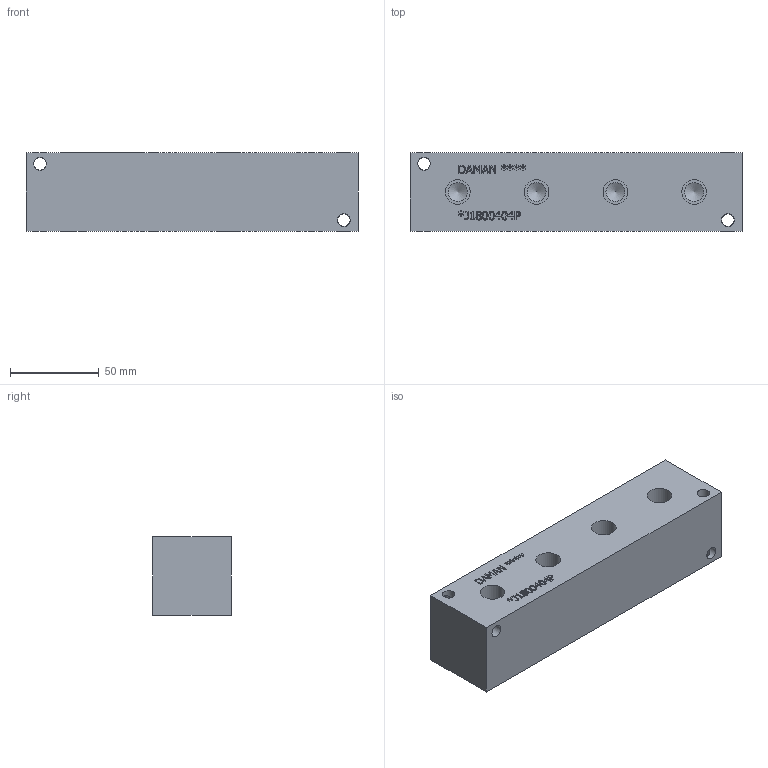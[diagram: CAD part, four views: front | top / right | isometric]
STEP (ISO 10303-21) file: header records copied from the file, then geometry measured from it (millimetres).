
FILE_DESCRIPTION(/* description */ (''),/* implementation_level */ '2;1');
FILE_NAME(/* name */ '_J1800404P.stp',/* time_stamp */ '2020-03-12T09:02:31-04:00',/* author */ ('alexanderw'),/* organization */ (''),/* preprocessor_version */ 'ST-DEVELOPER v17',/* originating_system */ 'Autodesk Inventor 2019',/* authorisation */ '');
FILE_SCHEMA (('AUTOMOTIVE_DESIGN { 1 0 10303 214 3 1 1 }'));
Length unit declared in the file: millimetre
Products named in the file (1): Part_DJ1800404P_3D
Bounding box: 187.32 x 44.45 x 44.45 mm (x, y, z)
Volume: 348627.4 mm3; surface area: 45100.9 mm2
Topology: 1 solids, 1 shells, 349 faces, 947 edges, 634 vertices
Faces by surface type: plane 240, bspline 77, cylinder 24, cone 8
Full cylindrical faces by diameter (mm): 7.137 x8, 10.719 x8, 13.868 x8
Entity records: 11619 total; most frequent: CARTESIAN_POINT 2924, ORIENTED_EDGE 1878, DIRECTION 1407, EDGE_CURVE 939, LINE 709, VECTOR 709, VERTEX_POINT 634, EDGE_LOOP 403
